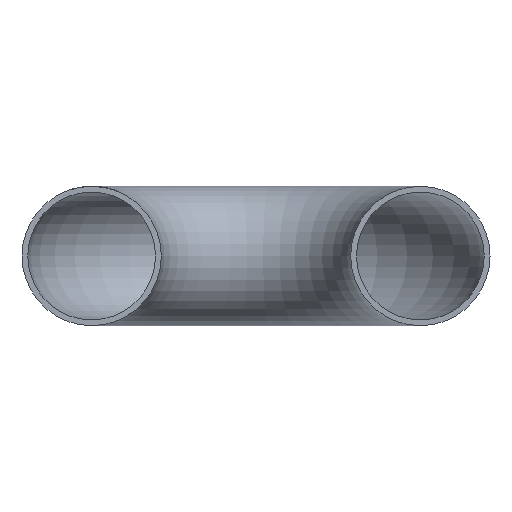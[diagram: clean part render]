
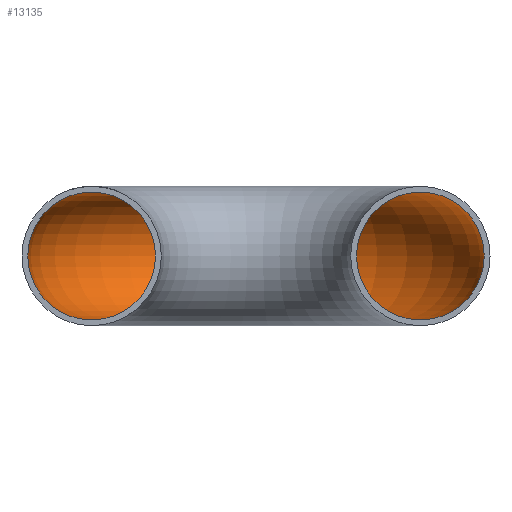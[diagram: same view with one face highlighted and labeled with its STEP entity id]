
A CAD part, front view. The second image highlights one B-rep face of the part: STEP entity #13135.
In plain terms, the highlighted toroidal (fillet/blend) face has major radius 57 mm and minor radius 22.15 mm.
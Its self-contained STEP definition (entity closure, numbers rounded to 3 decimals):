
#239 = EDGE_CURVE ( 'NONE', #6637, #6637, #10025, .T. ) ;
#509 = ORIENTED_EDGE ( 'NONE', *, *, #12942, .T. ) ;
#893 = TOROIDAL_SURFACE ( 'NONE', #5105, 57., 22.15 ) ;
#1658 = DIRECTION ( 'NONE',  ( 0., 0., 1. ) ) ;
#1716 = DIRECTION ( 'NONE',  ( -1., 0., 0. ) ) ;
#1935 = DIRECTION ( 'NONE',  ( 1., 0., 0. ) ) ;
#2460 = CARTESIAN_POINT ( 'NONE',  ( -57., 0., 22.15 ) ) ;
#2886 = FACE_OUTER_BOUND ( 'NONE', #3527, .T. ) ;
#3275 = VERTEX_POINT ( 'NONE', #7732 ) ;
#3527 = EDGE_LOOP ( 'NONE', ( #509 ) ) ;
#3741 = AXIS2_PLACEMENT_3D ( 'NONE', #13937, #9628, #1658 ) ;
#4797 = ORIENTED_EDGE ( 'NONE', *, *, #239, .F. ) ;
#5105 = AXIS2_PLACEMENT_3D ( 'NONE', #7270, #11748, #1716 ) ;
#5296 = DIRECTION ( 'NONE',  ( 0., -1., 0. ) ) ;
#6637 = VERTEX_POINT ( 'NONE', #2460 ) ;
#7270 = CARTESIAN_POINT ( 'NONE',  ( 0., 0., 0. ) ) ;
#7272 = CARTESIAN_POINT ( 'NONE',  ( 57., 0., 0. ) ) ;
#7732 = CARTESIAN_POINT ( 'NONE',  ( 79.15, 0., 0. ) ) ;
#8473 = EDGE_LOOP ( 'NONE', ( #4797 ) ) ;
#9628 = DIRECTION ( 'NONE',  ( 0., 1., 0. ) ) ;
#10025 = CIRCLE ( 'NONE', #3741, 22.15 ) ;
#10714 = CIRCLE ( 'NONE', #14225, 22.15 ) ;
#11748 = DIRECTION ( 'NONE',  ( 0., 0., -1. ) ) ;
#12942 = EDGE_CURVE ( 'NONE', #3275, #3275, #10714, .T. ) ;
#12973 = FACE_OUTER_BOUND ( 'NONE', #8473, .T. ) ;
#13135 = ADVANCED_FACE ( 'NONE', ( #2886, #12973 ), #893, .F. ) ;
#13937 = CARTESIAN_POINT ( 'NONE',  ( -57., 0., 0. ) ) ;
#14225 = AXIS2_PLACEMENT_3D ( 'NONE', #7272, #5296, #1935 ) ;
